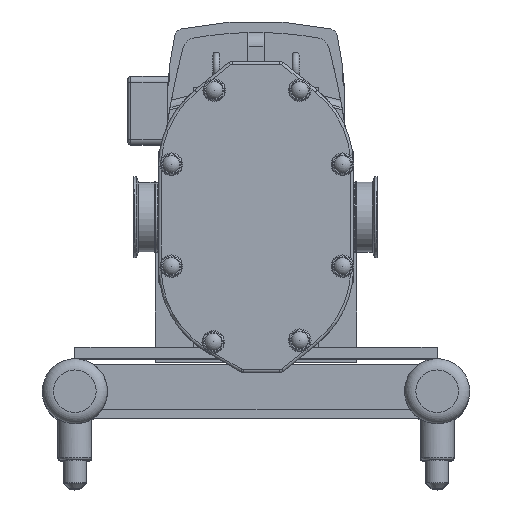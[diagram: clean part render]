
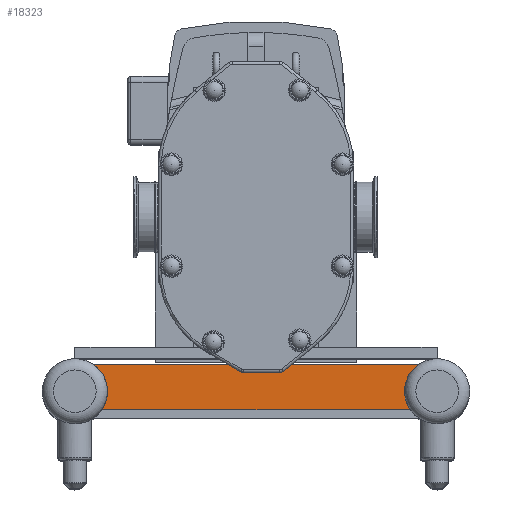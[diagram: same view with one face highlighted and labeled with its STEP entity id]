
A CAD part, top view. The second image highlights one B-rep face of the part: STEP entity #18323.
In plain terms, the highlighted planar face has unit normal (0, 0, 1).
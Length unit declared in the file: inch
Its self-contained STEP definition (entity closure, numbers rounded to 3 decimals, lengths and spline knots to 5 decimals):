
#966=PLANE('',#20376);
#2336=LINE('',#33831,#3637);
#2337=LINE('',#33833,#3638);
#3637=VECTOR('',#25734,0.3937);
#3638=VECTOR('',#25737,0.3937);
#5149=FACE_OUTER_BOUND('',#6248,.T.);
#6248=EDGE_LOOP('',(#17179,#17180,#17181,#17182,#17183));
#7205=CIRCLE('',#20270,1.4375);
#7218=CIRCLE('',#20287,1.4375);
#7249=CIRCLE('',#20335,1.4375);
#9011=VERTEX_POINT('',#33216);
#9012=VERTEX_POINT('',#33218);
#9025=VERTEX_POINT('',#33253);
#9061=VERTEX_POINT('',#33618);
#9062=VERTEX_POINT('',#33620);
#11687=EDGE_CURVE('',#9011,#9012,#7205,.T.);
#11706=EDGE_CURVE('',#9025,#9011,#7218,.T.);
#11754=EDGE_CURVE('',#9061,#9062,#7249,.T.);
#11792=EDGE_CURVE('',#9025,#9062,#2336,.T.);
#11793=EDGE_CURVE('',#9061,#9012,#2337,.T.);
#17179=ORIENTED_EDGE('',*,*,#11754,.F.);
#17180=ORIENTED_EDGE('',*,*,#11793,.T.);
#17181=ORIENTED_EDGE('',*,*,#11687,.F.);
#17182=ORIENTED_EDGE('',*,*,#11706,.F.);
#17183=ORIENTED_EDGE('',*,*,#11792,.T.);
#18323=ADVANCED_FACE('',(#5149),#966,.T.);
#20270=AXIS2_PLACEMENT_3D('',#33219,#25500,#25501);
#20287=AXIS2_PLACEMENT_3D('',#33255,#25540,#25541);
#20335=AXIS2_PLACEMENT_3D('',#33621,#25645,#25646);
#20376=AXIS2_PLACEMENT_3D('',#33834,#25738,#25739);
#25500=DIRECTION('center_axis',(0.,0.,
1.));
#25501=DIRECTION('ref_axis',(-1.,0.,0.));
#25540=DIRECTION('center_axis',(0.,0.,
1.));
#25541=DIRECTION('ref_axis',(-1.,0.,0.));
#25645=DIRECTION('center_axis',(0.,0.,
1.));
#25646=DIRECTION('ref_axis',(-1.,0.,0.));
#25734=DIRECTION('',(1.,0.,0.));
#25737=DIRECTION('',(-1.,0.,0.));
#25738=DIRECTION('center_axis',(0.,0.,
1.));
#25739=DIRECTION('ref_axis',(1.,0.,0.));
#33216=CARTESIAN_POINT('',(-6.5625,-7.6875,-9.3));
#33218=CARTESIAN_POINT('',(-7.19358,-6.4975,-9.3));
#33219=CARTESIAN_POINT('Origin',(-8.,-7.6875,-9.3));
#33253=CARTESIAN_POINT('',(-6.81244,-8.4975,-9.3));
#33255=CARTESIAN_POINT('Origin',(-8.,-7.6875,-9.3));
#33618=CARTESIAN_POINT('',(7.19358,-6.4975,-9.3));
#33620=CARTESIAN_POINT('',(6.81244,-8.4975,-9.3));
#33621=CARTESIAN_POINT('Origin',(8.,-7.6875,-9.3));
#33831=CARTESIAN_POINT('',(7.12822,-8.4975,-9.3));
#33833=CARTESIAN_POINT('',(-7.62,-6.4975,-9.3));
#33834=CARTESIAN_POINT('Origin',(0.00337,-7.45774,-9.3));
